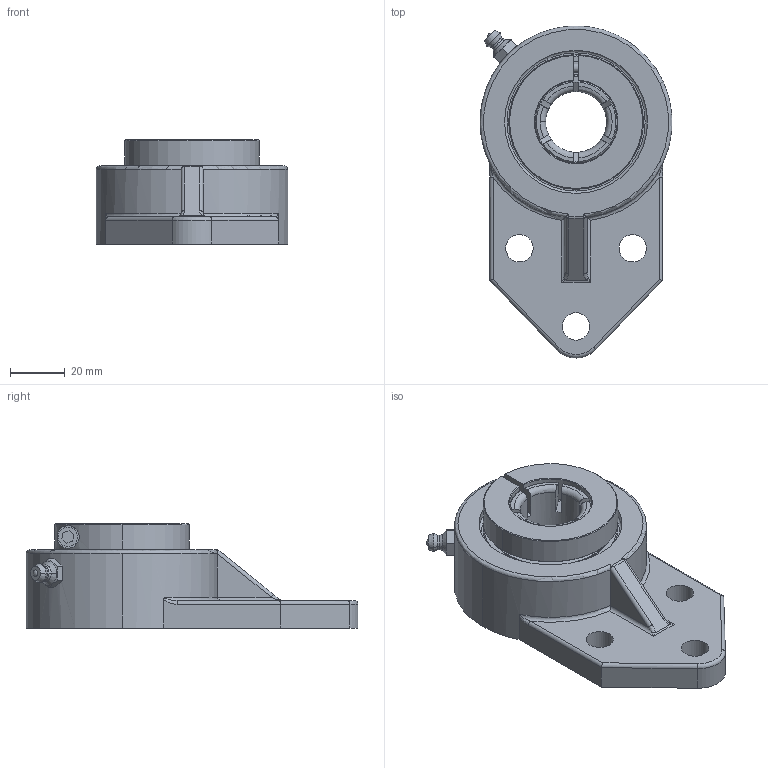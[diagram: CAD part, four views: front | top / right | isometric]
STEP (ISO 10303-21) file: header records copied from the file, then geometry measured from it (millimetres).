
FILE_DESCRIPTION(('HOOPS Exchange Step'),'2;1');
FILE_NAME('export-E827E9A4-2108-41C6-993A-83212B0D5D79.stp','2019-12-12T16:43:30+16:00',('ibuslach'),('Alibre'),'HOOPS Exchange 2019.2','Alibre','Unknown authorisation');
FILE_SCHEMA( ('AP242_MANAGED_MODEL_BASED_3D_ENGINEERING_MIM_LF {1 0 10303 442 1 1 4 }') );
Length unit declared in the file: centimetre
Products named in the file (8): MRN SFB 205; UCP ZERK 6mm; SUE 205 LOCK RING; SUE 205 SHIELD; SUE 204 BOLT; SUE 205-14 RACES; MRN SUE 205-14; MRN SUEFB 205-14
Assembly tree (8 placements, depth 3):
  MRN SUEFB 205-14
    MRN SFB 205
    UCP ZERK 6mm
    MRN SUE 205-14
      SUE 205 LOCK RING
      SUE 205 SHIELD  x2
      SUE 204 BOLT
      SUE 205-14 RACES
Bounding box: 69.93 x 120.98 x 38 mm (x, y, z)
Volume: 107877.9 mm3; surface area: 43817.7 mm2
Topology: 8 solids, 8 shells, 236 faces, 642 edges, 418 vertices
Faces by surface type: plane 75, cylinder 71, cone 39, torus 32, bspline 10, sphere 9
Full cylindrical faces by diameter (mm): 1.482 x2, 3.242 x2, 4 x1, 6 x2, 7 x1, 10 x3, 22.225 x1, 34.225 x4, 34.733 x2, 44 x4, 52.126 x1, 56.126 x1
Entity records: 12910 total; most frequent: CARTESIAN_POINT 6945, DIRECTION 1235, ORIENTED_EDGE 1228, EDGE_CURVE 614, AXIS2_PLACEMENT_3D 511, VERTEX_POINT 404, EDGE_LOOP 258, FACE_BOUND 258
